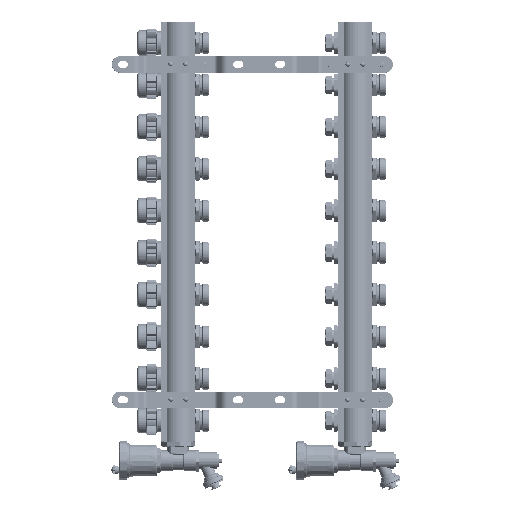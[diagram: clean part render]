
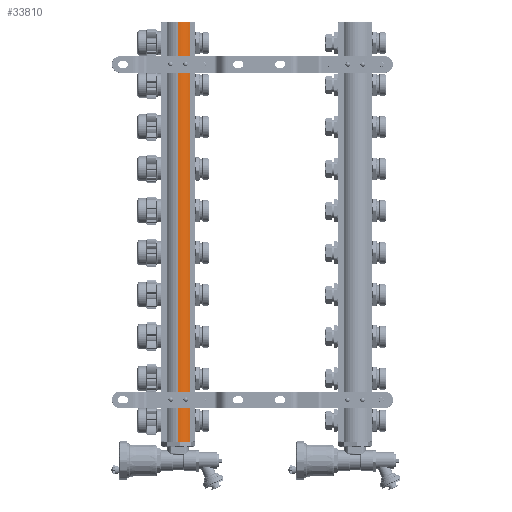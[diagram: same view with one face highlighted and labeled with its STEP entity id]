
A CAD part, left-side view. The second image highlights one B-rep face of the part: STEP entity #33810.
In plain terms, the highlighted cylindrical face has radius 18.2 mm (diameter 36.4 mm), a partial arc.
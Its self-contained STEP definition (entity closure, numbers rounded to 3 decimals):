
#914 = EDGE_CURVE ( 'NONE', #13270, #51779, #57970, .T. ) ;
#1427 = LINE ( 'NONE', #1848, #67862 ) ;
#1848 = CARTESIAN_POINT ( 'NONE',  ( -18.2, 0., 500. ) ) ;
#1988 = VERTEX_POINT ( 'NONE', #28303 ) ;
#2415 = DIRECTION ( 'NONE',  ( 0., 0., -1. ) ) ;
#2495 = CARTESIAN_POINT ( 'NONE',  ( -12., -13.684, 500. ) ) ;
#3330 = EDGE_CURVE ( 'NONE', #1988, #13270, #1427, .T. ) ;
#6511 = VECTOR ( 'NONE', #2415, 1000. ) ;
#7265 = VERTEX_POINT ( 'NONE', #2495 ) ;
#13270 = VERTEX_POINT ( 'NONE', #19817 ) ;
#14394 = DIRECTION ( 'NONE',  ( 0., 0., 1. ) ) ;
#14777 = DIRECTION ( 'NONE',  ( 1., 0., 0. ) ) ;
#15626 = DIRECTION ( 'NONE',  ( -1., 0., 0. ) ) ;
#15828 = FACE_OUTER_BOUND ( 'NONE', #62408, .T. ) ;
#19817 = CARTESIAN_POINT ( 'NONE',  ( -18.2, 0., 0. ) ) ;
#20232 = ORIENTED_EDGE ( 'NONE', *, *, #3330, .T. ) ;
#20276 = DIRECTION ( 'NONE',  ( 1., 0., 0. ) ) ;
#23010 = DIRECTION ( 'NONE',  ( 0., 0., -1. ) ) ;
#25563 = DIRECTION ( 'NONE',  ( 0., 0., 1. ) ) ;
#27338 = ORIENTED_EDGE ( 'NONE', *, *, #914, .T. ) ;
#28303 = CARTESIAN_POINT ( 'NONE',  ( -18.2, 0., 500. ) ) ;
#28439 = CYLINDRICAL_SURFACE ( 'NONE', #59200, 18.2 ) ;
#28681 = CARTESIAN_POINT ( 'NONE',  ( -12., -13.684, 0. ) ) ;
#33810 = ADVANCED_FACE ( 'NONE', ( #15828 ), #28439, .T. ) ;
#34146 = EDGE_CURVE ( 'NONE', #7265, #51779, #51129, .T. ) ;
#39919 = AXIS2_PLACEMENT_3D ( 'NONE', #63515, #14394, #20276 ) ;
#44550 = CARTESIAN_POINT ( 'NONE',  ( -12., -13.684, 500. ) ) ;
#47365 = AXIS2_PLACEMENT_3D ( 'NONE', #47458, #25563, #14777 ) ;
#47458 = CARTESIAN_POINT ( 'NONE',  ( 0., 0., 500. ) ) ;
#48684 = CIRCLE ( 'NONE', #47365, 18.2 ) ;
#51129 = LINE ( 'NONE', #44550, #6511 ) ;
#51779 = VERTEX_POINT ( 'NONE', #28681 ) ;
#52772 = ORIENTED_EDGE ( 'NONE', *, *, #62109, .F. ) ;
#57970 = CIRCLE ( 'NONE', #39919, 18.2 ) ;
#58409 = DIRECTION ( 'NONE',  ( 0., 0., -1. ) ) ;
#59200 = AXIS2_PLACEMENT_3D ( 'NONE', #68490, #58409, #15626 ) ;
#62109 = EDGE_CURVE ( 'NONE', #1988, #7265, #48684, .T. ) ;
#62408 = EDGE_LOOP ( 'NONE', ( #52772, #20232, #27338, #64651 ) ) ;
#63515 = CARTESIAN_POINT ( 'NONE',  ( 0., 0., 0. ) ) ;
#64651 = ORIENTED_EDGE ( 'NONE', *, *, #34146, .F. ) ;
#67862 = VECTOR ( 'NONE', #23010, 1000. ) ;
#68490 = CARTESIAN_POINT ( 'NONE',  ( 0., 0., 500. ) ) ;
